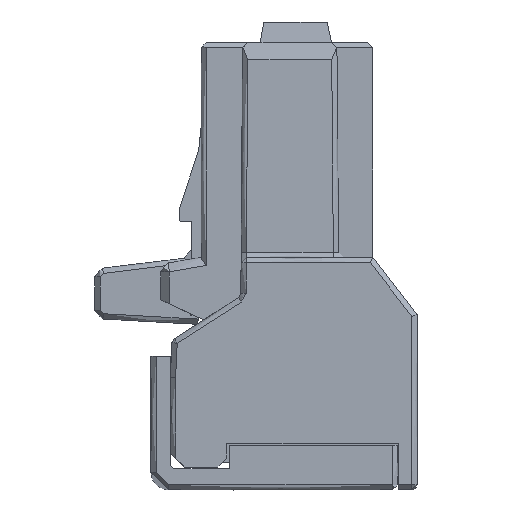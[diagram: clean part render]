
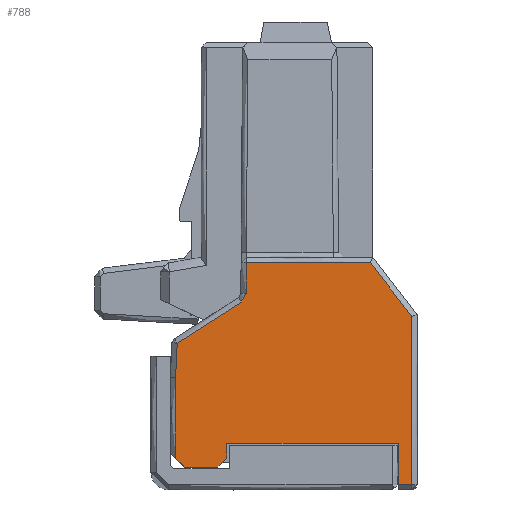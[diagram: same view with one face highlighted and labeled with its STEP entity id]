
A CAD part, left-side view. The second image highlights one B-rep face of the part: STEP entity #788.
In plain terms, the highlighted free-form (B-spline) face has degree [1, 1] with [2, 2] control points.
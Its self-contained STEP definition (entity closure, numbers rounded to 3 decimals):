
#488=CARTESIAN_POINT('',(-0.688,8.649,10.506));
#489=VERTEX_POINT('',#488);
#498=CARTESIAN_POINT('',(-0.688,8.637,12.245));
#499=VERTEX_POINT('',#498);
#500=CARTESIAN_POINT('',(-0.688,8.649,10.506));
#501=CARTESIAN_POINT('',(-0.688,8.637,12.245));
#502=B_SPLINE_CURVE_WITH_KNOTS('',1,(#500,#501),.POLYLINE_FORM.,.F.,.U.,(2,2),(0.,1.),.UNSPECIFIED.);
#503=EDGE_CURVE('',#489,#499,#502,.T.);
#598=CARTESIAN_POINT('',(-0.688,8.925,10.005));
#599=VERTEX_POINT('',#598);
#606=CARTESIAN_POINT('',(-0.688,8.925,10.005));
#607=CARTESIAN_POINT('',(-0.688,8.651,10.18));
#608=CARTESIAN_POINT('',(-0.688,8.649,10.506));
#609=(BOUNDED_CURVE()B_SPLINE_CURVE(2,(#606,#607,#608),.CIRCULAR_ARC.,.F.,.U.)B_SPLINE_CURVE_WITH_KNOTS((3,3),(0.,1.),.UNSPECIFIED.)CURVE()GEOMETRIC_REPRESENTATION_ITEM()RATIONAL_B_SPLINE_CURVE((1.,0.879,1.))REPRESENTATION_ITEM(''));
#610=EDGE_CURVE('',#599,#489,#609,.T.);
#690=CARTESIAN_POINT('',(-0.688,-91.559,1841.361));
#691=CARTESIAN_POINT('',(-0.688,-91.559,-1839.719));
#692=CARTESIAN_POINT('',(-0.688,1839.366,1841.361));
#693=CARTESIAN_POINT('',(-0.688,1839.366,-1839.719));
#694=B_SPLINE_SURFACE_WITH_KNOTS('',1,1,((#690,#691),(#692,#693)),.PLANE_SURF.,.F.,.F.,.U.,(2,2),(2,2),(0.,1.),(0.,1.),.UNSPECIFIED.);
#695=CARTESIAN_POINT('',(-0.688,9.75,1.145));
#696=VERTEX_POINT('',#695);
#697=CARTESIAN_POINT('',(-0.688,9.75,1.995));
#698=VERTEX_POINT('',#697);
#699=CARTESIAN_POINT('',(-0.688,9.75,1.145));
#700=CARTESIAN_POINT('',(-0.688,9.75,1.995));
#701=B_SPLINE_CURVE_WITH_KNOTS('',1,(#699,#700),.POLYLINE_FORM.,.F.,.U.,(2,2),(0.,1.),.UNSPECIFIED.);
#702=EDGE_CURVE('',#696,#698,#701,.T.);
#703=ORIENTED_EDGE('',*,*,#702,.T.);
#704=CARTESIAN_POINT('',(-0.688,0.,1.995));
#705=VERTEX_POINT('',#704);
#706=CARTESIAN_POINT('',(-0.688,9.75,1.995));
#707=CARTESIAN_POINT('',(-0.688,0.,1.995));
#708=B_SPLINE_CURVE_WITH_KNOTS('',1,(#706,#707),.POLYLINE_FORM.,.F.,.U.,(2,2),(0.,1.),.UNSPECIFIED.);
#709=EDGE_CURVE('',#698,#705,#708,.T.);
#710=ORIENTED_EDGE('',*,*,#709,.T.);
#711=CARTESIAN_POINT('',(-0.688,0.,-0.355));
#712=VERTEX_POINT('',#711);
#713=CARTESIAN_POINT('',(-0.688,0.,1.995));
#714=CARTESIAN_POINT('',(-0.688,0.,-0.355));
#715=B_SPLINE_CURVE_WITH_KNOTS('',1,(#713,#714),.POLYLINE_FORM.,.F.,.U.,(2,2),(0.,1.),.UNSPECIFIED.);
#716=EDGE_CURVE('',#705,#712,#715,.T.);
#717=ORIENTED_EDGE('',*,*,#716,.T.);
#718=CARTESIAN_POINT('',(-0.688,-0.75,-0.355));
#719=VERTEX_POINT('',#718);
#720=CARTESIAN_POINT('',(-0.688,0.,-0.355));
#721=CARTESIAN_POINT('',(-0.688,-0.75,-0.355));
#722=B_SPLINE_CURVE_WITH_KNOTS('',1,(#720,#721),.POLYLINE_FORM.,.F.,.U.,(2,2),(0.,1.),.UNSPECIFIED.);
#723=EDGE_CURVE('',#712,#719,#722,.T.);
#724=ORIENTED_EDGE('',*,*,#723,.T.);
#725=CARTESIAN_POINT('',(-0.688,-0.75,9.193));
#726=VERTEX_POINT('',#725);
#727=CARTESIAN_POINT('',(-0.688,-0.75,-0.355));
#728=CARTESIAN_POINT('',(-0.688,-0.75,9.193));
#729=B_SPLINE_CURVE_WITH_KNOTS('',1,(#727,#728),.POLYLINE_FORM.,.F.,.U.,(2,2),(0.,1.),.UNSPECIFIED.);
#730=EDGE_CURVE('',#719,#726,#729,.T.);
#731=ORIENTED_EDGE('',*,*,#730,.T.);
#732=CARTESIAN_POINT('',(-0.688,1.6,12.245));
#733=VERTEX_POINT('',#732);
#734=CARTESIAN_POINT('',(-0.688,-0.75,9.193));
#735=CARTESIAN_POINT('',(-0.688,1.6,12.245));
#736=B_SPLINE_CURVE_WITH_KNOTS('',1,(#734,#735),.POLYLINE_FORM.,.F.,.U.,(2,2),(0.,1.),.UNSPECIFIED.);
#737=EDGE_CURVE('',#726,#733,#736,.T.);
#738=ORIENTED_EDGE('',*,*,#737,.T.);
#739=CARTESIAN_POINT('',(-0.688,1.6,12.245));
#740=CARTESIAN_POINT('',(-0.688,8.637,12.245));
#741=B_SPLINE_CURVE_WITH_KNOTS('',1,(#739,#740),.POLYLINE_FORM.,.F.,.U.,(2,2),(0.,1.),.UNSPECIFIED.);
#742=EDGE_CURVE('',#733,#499,#741,.T.);
#743=ORIENTED_EDGE('',*,*,#742,.T.);
#744=ORIENTED_EDGE('',*,*,#503,.F.);
#745=ORIENTED_EDGE('',*,*,#610,.F.);
#746=CARTESIAN_POINT('',(-0.688,12.558,7.676));
#747=VERTEX_POINT('',#746);
#748=CARTESIAN_POINT('',(-0.688,8.925,10.005));
#749=CARTESIAN_POINT('',(-0.688,12.558,7.676));
#750=B_SPLINE_CURVE_WITH_KNOTS('',1,(#748,#749),.POLYLINE_FORM.,.F.,.U.,(2,2),(0.,1.),.UNSPECIFIED.);
#751=EDGE_CURVE('',#599,#747,#750,.T.);
#752=ORIENTED_EDGE('',*,*,#751,.T.);
#753=CARTESIAN_POINT('',(-0.688,12.65,5.731));
#754=VERTEX_POINT('',#753);
#755=CARTESIAN_POINT('',(-0.688,12.558,7.676));
#756=CARTESIAN_POINT('',(-0.688,12.65,5.731));
#757=B_SPLINE_CURVE_WITH_KNOTS('',1,(#755,#756),.POLYLINE_FORM.,.F.,.U.,(2,2),(0.,1.),.UNSPECIFIED.);
#758=EDGE_CURVE('',#747,#754,#757,.T.);
#759=ORIENTED_EDGE('',*,*,#758,.T.);
#760=CARTESIAN_POINT('',(-0.688,12.65,1.145));
#761=VERTEX_POINT('',#760);
#762=CARTESIAN_POINT('',(-0.688,12.65,5.731));
#763=CARTESIAN_POINT('',(-0.688,12.65,1.145));
#764=B_SPLINE_CURVE_WITH_KNOTS('',1,(#762,#763),.POLYLINE_FORM.,.F.,.U.,(2,2),(0.,1.),.UNSPECIFIED.);
#765=EDGE_CURVE('',#754,#761,#764,.T.);
#766=ORIENTED_EDGE('',*,*,#765,.T.);
#767=CARTESIAN_POINT('',(-0.688,12.15,0.645));
#768=VERTEX_POINT('',#767);
#769=CARTESIAN_POINT('',(-0.688,12.65,1.145));
#770=CARTESIAN_POINT('',(-0.688,12.15,0.645));
#771=B_SPLINE_CURVE_WITH_KNOTS('',1,(#769,#770),.POLYLINE_FORM.,.F.,.U.,(2,2),(0.,1.),.UNSPECIFIED.);
#772=EDGE_CURVE('',#761,#768,#771,.T.);
#773=ORIENTED_EDGE('',*,*,#772,.T.);
#774=CARTESIAN_POINT('',(-0.688,10.25,0.645));
#775=VERTEX_POINT('',#774);
#776=CARTESIAN_POINT('',(-0.688,12.15,0.645));
#777=CARTESIAN_POINT('',(-0.688,10.25,0.645));
#778=B_SPLINE_CURVE_WITH_KNOTS('',1,(#776,#777),.POLYLINE_FORM.,.F.,.U.,(2,2),(0.,1.),.UNSPECIFIED.);
#779=EDGE_CURVE('',#768,#775,#778,.T.);
#780=ORIENTED_EDGE('',*,*,#779,.T.);
#781=CARTESIAN_POINT('',(-0.688,10.25,0.645));
#782=CARTESIAN_POINT('',(-0.688,9.75,1.145));
#783=B_SPLINE_CURVE_WITH_KNOTS('',1,(#781,#782),.POLYLINE_FORM.,.F.,.U.,(2,2),(0.,1.),.UNSPECIFIED.);
#784=EDGE_CURVE('',#775,#696,#783,.T.);
#785=ORIENTED_EDGE('',*,*,#784,.T.);
#786=EDGE_LOOP('',(#703,#710,#717,#724,#731,#738,#743,#744,#745,#752,#759,#766,#773,#780,#785));
#787=FACE_OUTER_BOUND('',#786,.T.);
#788=ADVANCED_FACE('',(#787),#694,.T.);
